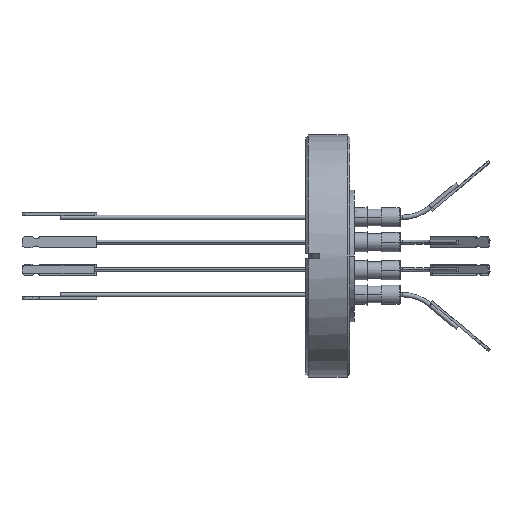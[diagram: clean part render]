
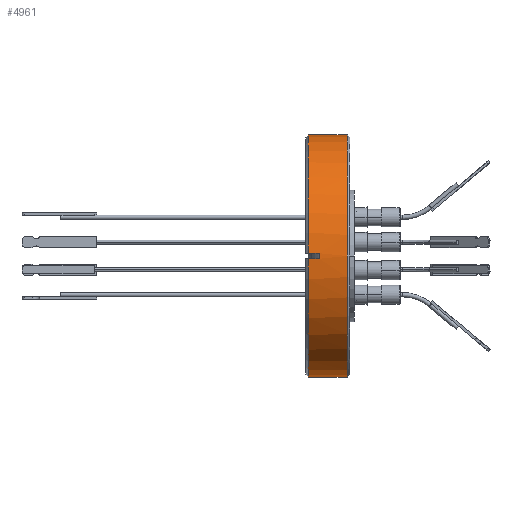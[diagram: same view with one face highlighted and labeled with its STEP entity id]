
A CAD part, left-side view. The second image highlights one B-rep face of the part: STEP entity #4961.
In plain terms, the highlighted cylindrical face has radius 34.925 mm (diameter 69.85 mm), a partial arc.
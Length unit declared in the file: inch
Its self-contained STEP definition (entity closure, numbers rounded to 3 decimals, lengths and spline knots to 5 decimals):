
#488 = CIRCLE ( 'NONE', #1263, 1.375 ) ;
#660 = DIRECTION ( 'NONE',  ( 0., -1., 0. ) ) ;
#1263 = AXIS2_PLACEMENT_3D ( 'NONE', #1888, #11731, #3286 ) ;
#1302 = CARTESIAN_POINT ( 'NONE',  ( -1.67402, -0.17039, -0.32592 ) ) ;
#1888 = CARTESIAN_POINT ( 'NONE',  ( -0.2989, -0.04702, -0.33624 ) ) ;
#2105 = CARTESIAN_POINT ( 'NONE',  ( -0.2989, -0.04702, -0.33624 ) ) ;
#2417 = EDGE_CURVE ( 'NONE', #13566, #11273, #12939, .T. ) ;
#2591 = CYLINDRICAL_SURFACE ( 'NONE', #12612, 1.375 ) ;
#2595 = EDGE_CURVE ( 'NONE', #11273, #9756, #17395, .T. ) ;
#2596 = LINE ( 'NONE', #5447, #17143 ) ;
#3286 = DIRECTION ( 'NONE',  ( 0., 0., 1. ) ) ;
#3496 = DIRECTION ( 'NONE',  ( 0., 0., 1. ) ) ;
#3799 = CARTESIAN_POINT ( 'NONE',  ( -0.2989, -0.04702, -1.71124 ) ) ;
#3882 = CARTESIAN_POINT ( 'NONE',  ( -0.2989, -0.48702, 1.03876 ) ) ;
#4961 = ADVANCED_FACE ( 'NONE', ( #10552 ), #2591, .T. ) ;
#5447 = CARTESIAN_POINT ( 'NONE',  ( -0.2989, 0.63524, -1.71124 ) ) ;
#5486 = CARTESIAN_POINT ( 'NONE',  ( -0.2989, -0.48702, -0.33624 ) ) ;
#5628 = CARTESIAN_POINT ( 'NONE',  ( -1.67355, 0.63524, -0.36724 ) ) ;
#5698 = EDGE_CURVE ( 'NONE', #17668, #6188, #2596, .T. ) ;
#6188 = VERTEX_POINT ( 'NONE', #3799 ) ;
#6409 = CARTESIAN_POINT ( 'NONE',  ( -1.67355, -0.04702, -0.36724 ) ) ;
#6410 = LINE ( 'NONE', #18057, #10174 ) ;
#6665 = VECTOR ( 'NONE', #7829, 39.37008 ) ;
#6932 = DIRECTION ( 'NONE',  ( 0., 0., 1. ) ) ;
#7272 = EDGE_LOOP ( 'NONE', ( #11260, #13994, #8903, #10526, #9986, #11005, #9499, #12465 ) ) ;
#7291 = CARTESIAN_POINT ( 'NONE',  ( -1.67355, -0.17036, -0.36724 ) ) ;
#7815 = CARTESIAN_POINT ( 'NONE',  ( -0.2989, -0.48702, -1.71124 ) ) ;
#7829 = DIRECTION ( 'NONE',  ( 0., -1., 0. ) ) ;
#8272 = CARTESIAN_POINT ( 'NONE',  ( -1.67355, -0.17036, -0.30524 ) ) ;
#8338 = VECTOR ( 'NONE', #660, 39.37008 ) ;
#8551 = EDGE_CURVE ( 'NONE', #6188, #13566, #16175, .T. ) ;
#8903 = ORIENTED_EDGE ( 'NONE', *, *, #12727, .T. ) ;
#9158 = CARTESIAN_POINT ( 'NONE',  ( -0.2989, 0.63524, -0.33624 ) ) ;
#9344 = VERTEX_POINT ( 'NONE', #11399 ) ;
#9499 = ORIENTED_EDGE ( 'NONE', *, *, #2417, .F. ) ;
#9756 = VERTEX_POINT ( 'NONE', #10897 ) ;
#9986 = ORIENTED_EDGE ( 'NONE', *, *, #11998, .T. ) ;
#10174 = VECTOR ( 'NONE', #15229, 39.37008 ) ;
#10526 = ORIENTED_EDGE ( 'NONE', *, *, #12459, .F. ) ;
#10552 = FACE_OUTER_BOUND ( 'NONE', #7272, .T. ) ;
#10555 = DIRECTION ( 'NONE',  ( 0., 1., 0. ) ) ;
#10897 = CARTESIAN_POINT ( 'NONE',  ( -1.67355, -0.17036, -0.30524 ) ) ;
#11005 = ORIENTED_EDGE ( 'NONE', *, *, #2595, .F. ) ;
#11142 = EDGE_CURVE ( 'NONE', #17668, #14880, #14640, .T. ) ;
#11260 = ORIENTED_EDGE ( 'NONE', *, *, #5698, .F. ) ;
#11273 = VERTEX_POINT ( 'NONE', #7291 ) ;
#11399 = CARTESIAN_POINT ( 'NONE',  ( -1.67355, -0.04702, -0.30524 ) ) ;
#11600 = CARTESIAN_POINT ( 'NONE',  ( -0.2989, -0.04702, 1.03876 ) ) ;
#11731 = DIRECTION ( 'NONE',  ( 0., 1., 0. ) ) ;
#11939 = DIRECTION ( 'NONE',  ( 0., 1., 0. ) ) ;
#11998 = EDGE_CURVE ( 'NONE', #9344, #9756, #17895, .T. ) ;
#12337 = AXIS2_PLACEMENT_3D ( 'NONE', #2105, #11939, #3496 ) ;
#12459 = EDGE_CURVE ( 'NONE', #9344, #13357, #488, .T. ) ;
#12465 = ORIENTED_EDGE ( 'NONE', *, *, #8551, .F. ) ;
#12612 = AXIS2_PLACEMENT_3D ( 'NONE', #9158, #10555, #17577 ) ;
#12727 = EDGE_CURVE ( 'NONE', #14880, #13357, #6410, .T. ) ;
#12939 = LINE ( 'NONE', #5628, #8338 ) ;
#13357 = VERTEX_POINT ( 'NONE', #11600 ) ;
#13566 = VERTEX_POINT ( 'NONE', #6409 ) ;
#13994 = ORIENTED_EDGE ( 'NONE', *, *, #11142, .T. ) ;
#14276 = CARTESIAN_POINT ( 'NONE',  ( -1.67355, -0.17036, -0.36724 ) ) ;
#14520 = CARTESIAN_POINT ( 'NONE',  ( -1.67402, -0.17039, -0.34659 ) ) ;
#14640 = CIRCLE ( 'NONE', #16049, 1.375 ) ;
#14880 = VERTEX_POINT ( 'NONE', #3882 ) ;
#15229 = DIRECTION ( 'NONE',  ( 0., 1., 0. ) ) ;
#15335 = DIRECTION ( 'NONE',  ( 0., 1., 0. ) ) ;
#15364 = DIRECTION ( 'NONE',  ( 0., 1., 0. ) ) ;
#16049 = AXIS2_PLACEMENT_3D ( 'NONE', #5486, #15364, #6932 ) ;
#16175 = CIRCLE ( 'NONE', #12337, 1.375 ) ;
#17143 = VECTOR ( 'NONE', #15335, 39.37008 ) ;
#17395 = B_SPLINE_CURVE_WITH_KNOTS ( 'NONE', 3,
 ( #14276, #14520, #1302, #8272 ),
 .UNSPECIFIED., .F., .F.,
 ( 4, 4 ),
 ( 0.11481, 0.11638 ),
 .UNSPECIFIED. ) ;
#17577 = DIRECTION ( 'NONE',  ( 0., 0., 1. ) ) ;
#17668 = VERTEX_POINT ( 'NONE', #7815 ) ;
#17675 = CARTESIAN_POINT ( 'NONE',  ( -1.67355, 0.63524, -0.30524 ) ) ;
#17895 = LINE ( 'NONE', #17675, #6665 ) ;
#18057 = CARTESIAN_POINT ( 'NONE',  ( -0.2989, 0.63524, 1.03876 ) ) ;
